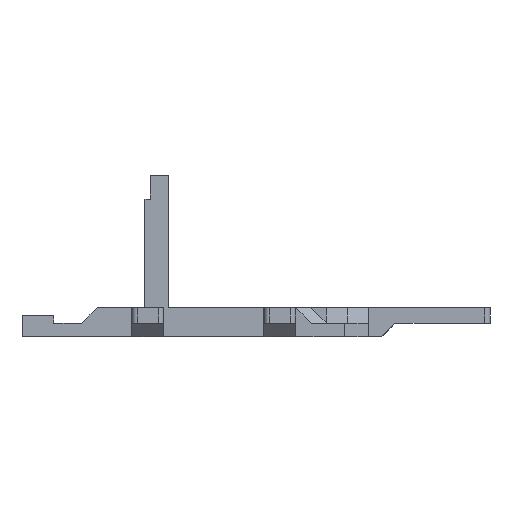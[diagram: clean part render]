
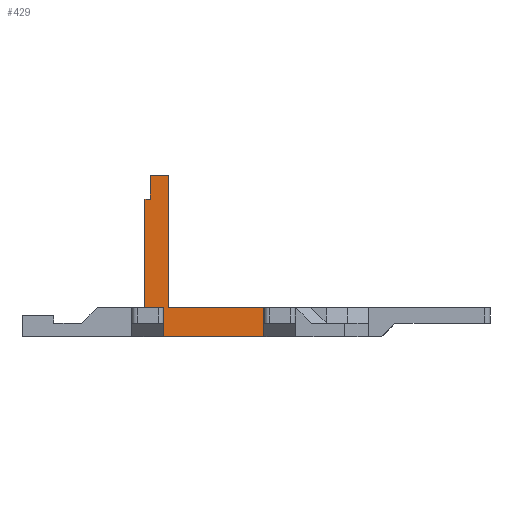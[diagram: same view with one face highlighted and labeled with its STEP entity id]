
A CAD part, front view. The second image highlights one B-rep face of the part: STEP entity #429.
In plain terms, the highlighted planar face has unit normal (0, -1, 0).
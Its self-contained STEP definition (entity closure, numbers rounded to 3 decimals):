
#56 = VECTOR ( 'NONE', #5922, 1000. ) ;
#64 = EDGE_CURVE ( 'NONE', #3605, #3466, #1856, .T. ) ;
#136 = DIRECTION ( 'NONE',  ( 0., 0., 1. ) ) ;
#179 = EDGE_CURVE ( 'NONE', #3466, #4914, #2413, .T. ) ;
#247 = DIRECTION ( 'NONE',  ( 0., 1., 0. ) ) ;
#252 = VERTEX_POINT ( 'NONE', #6377 ) ;
#299 = ORIENTED_EDGE ( 'NONE', *, *, #64, .T. ) ;
#420 = DIRECTION ( 'NONE',  ( 0., 0., -1. ) ) ;
#429 = ADVANCED_FACE ( 'NONE', ( #1529 ), #1969, .F. ) ;
#685 = CARTESIAN_POINT ( 'NONE',  ( 10.5, -60., 61. ) ) ;
#888 = LINE ( 'NONE', #6059, #56 ) ;
#1013 = VERTEX_POINT ( 'NONE', #5101 ) ;
#1040 = CARTESIAN_POINT ( 'NONE',  ( 46.5, -60., 5. ) ) ;
#1155 = LINE ( 'NONE', #2813, #4183 ) ;
#1280 = DIRECTION ( 'NONE',  ( -1., 0., 0. ) ) ;
#1288 = CARTESIAN_POINT ( 'NONE',  ( 3.5, -60., 61. ) ) ;
#1305 = DIRECTION ( 'NONE',  ( -1., 0., 0. ) ) ;
#1308 = ORIENTED_EDGE ( 'NONE', *, *, #3203, .F. ) ;
#1446 = LINE ( 'NONE', #6439, #2638 ) ;
#1529 = FACE_OUTER_BOUND ( 'NONE', #7084, .T. ) ;
#1726 = CARTESIAN_POINT ( 'NONE',  ( 46.5, -60., 0. ) ) ;
#1776 = DIRECTION ( 'NONE',  ( -1., 0., 0. ) ) ;
#1856 = LINE ( 'NONE', #5720, #4054 ) ;
#1867 = ORIENTED_EDGE ( 'NONE', *, *, #3334, .T. ) ;
#1876 = VERTEX_POINT ( 'NONE', #2946 ) ;
#1969 = PLANE ( 'NONE',  #4447 ) ;
#2032 = EDGE_CURVE ( 'NONE', #2665, #3708, #888, .T. ) ;
#2072 = DIRECTION ( 'NONE',  ( 1., 0., 0. ) ) ;
#2144 = ORIENTED_EDGE ( 'NONE', *, *, #2761, .T. ) ;
#2373 = LINE ( 'NONE', #3433, #4046 ) ;
#2413 = LINE ( 'NONE', #6890, #5588 ) ;
#2446 = LINE ( 'NONE', #5279, #7223 ) ;
#2612 = CARTESIAN_POINT ( 'NONE',  ( 10.5, -60., 11. ) ) ;
#2638 = VECTOR ( 'NONE', #1305, 1000. ) ;
#2646 = CARTESIAN_POINT ( 'NONE',  ( 46.5, -60., 11. ) ) ;
#2665 = VERTEX_POINT ( 'NONE', #4613 ) ;
#2761 = EDGE_CURVE ( 'NONE', #1876, #6956, #4166, .T. ) ;
#2813 = CARTESIAN_POINT ( 'NONE',  ( 8.5, -60., 26.811 ) ) ;
#2928 = EDGE_CURVE ( 'NONE', #1013, #1876, #1155, .T. ) ;
#2946 = CARTESIAN_POINT ( 'NONE',  ( 8.5, -60., 0. ) ) ;
#3203 = EDGE_CURVE ( 'NONE', #3605, #6956, #4336, .T. ) ;
#3317 = VECTOR ( 'NONE', #420, 1000. ) ;
#3334 = EDGE_CURVE ( 'NONE', #4914, #6125, #4560, .T. ) ;
#3433 = CARTESIAN_POINT ( 'NONE',  ( 1.5, -60., 11. ) ) ;
#3466 = VERTEX_POINT ( 'NONE', #2612 ) ;
#3605 = VERTEX_POINT ( 'NONE', #2646 ) ;
#3663 = ORIENTED_EDGE ( 'NONE', *, *, #4240, .T. ) ;
#3708 = VERTEX_POINT ( 'NONE', #5108 ) ;
#3901 = CARTESIAN_POINT ( 'NONE',  ( 10.5, -60., 61. ) ) ;
#4046 = VECTOR ( 'NONE', #7265, 1000. ) ;
#4054 = VECTOR ( 'NONE', #1280, 1000. ) ;
#4166 = LINE ( 'NONE', #5320, #4541 ) ;
#4183 = VECTOR ( 'NONE', #4416, 1000. ) ;
#4197 = DIRECTION ( 'NONE',  ( 0., 0., -1. ) ) ;
#4240 = EDGE_CURVE ( 'NONE', #6125, #252, #2446, .T. ) ;
#4336 = LINE ( 'NONE', #1040, #3317 ) ;
#4369 = ORIENTED_EDGE ( 'NONE', *, *, #2928, .T. ) ;
#4416 = DIRECTION ( 'NONE',  ( 0., 0., -1. ) ) ;
#4447 = AXIS2_PLACEMENT_3D ( 'NONE', #6490, #247, #4724 ) ;
#4541 = VECTOR ( 'NONE', #2072, 1000. ) ;
#4560 = LINE ( 'NONE', #3901, #6263 ) ;
#4613 = CARTESIAN_POINT ( 'NONE',  ( 1.5, -60., 52. ) ) ;
#4670 = EDGE_CURVE ( 'NONE', #252, #2665, #1446, .T. ) ;
#4724 = DIRECTION ( 'NONE',  ( 0., 0., 1. ) ) ;
#4860 = EDGE_CURVE ( 'NONE', #3708, #1013, #2373, .T. ) ;
#4914 = VERTEX_POINT ( 'NONE', #685 ) ;
#5101 = CARTESIAN_POINT ( 'NONE',  ( 8.5, -60., 11. ) ) ;
#5108 = CARTESIAN_POINT ( 'NONE',  ( 1.5, -60., 11. ) ) ;
#5279 = CARTESIAN_POINT ( 'NONE',  ( 3.5, -60., 61. ) ) ;
#5320 = CARTESIAN_POINT ( 'NONE',  ( -45., -60., 0. ) ) ;
#5588 = VECTOR ( 'NONE', #136, 1000. ) ;
#5615 = ORIENTED_EDGE ( 'NONE', *, *, #4860, .T. ) ;
#5679 = ORIENTED_EDGE ( 'NONE', *, *, #4670, .T. ) ;
#5720 = CARTESIAN_POINT ( 'NONE',  ( 8.5, -60., 11. ) ) ;
#5798 = ORIENTED_EDGE ( 'NONE', *, *, #179, .T. ) ;
#5922 = DIRECTION ( 'NONE',  ( 0., 0., -1. ) ) ;
#6059 = CARTESIAN_POINT ( 'NONE',  ( 1.5, -60., 52. ) ) ;
#6125 = VERTEX_POINT ( 'NONE', #1288 ) ;
#6263 = VECTOR ( 'NONE', #1776, 1000. ) ;
#6377 = CARTESIAN_POINT ( 'NONE',  ( 3.5, -60., 52. ) ) ;
#6439 = CARTESIAN_POINT ( 'NONE',  ( 3.5, -60., 52. ) ) ;
#6490 = CARTESIAN_POINT ( 'NONE',  ( -45., -60., 5. ) ) ;
#6890 = CARTESIAN_POINT ( 'NONE',  ( 10.5, -60., 11. ) ) ;
#6956 = VERTEX_POINT ( 'NONE', #1726 ) ;
#7084 = EDGE_LOOP ( 'NONE', ( #2144, #1308, #299, #5798, #1867, #3663, #5679, #7114, #5615, #4369 ) ) ;
#7114 = ORIENTED_EDGE ( 'NONE', *, *, #2032, .T. ) ;
#7223 = VECTOR ( 'NONE', #4197, 1000. ) ;
#7265 = DIRECTION ( 'NONE',  ( 1., 0., 0. ) ) ;
